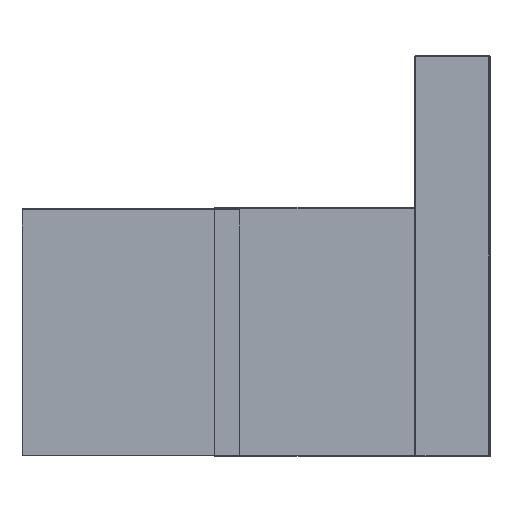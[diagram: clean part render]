
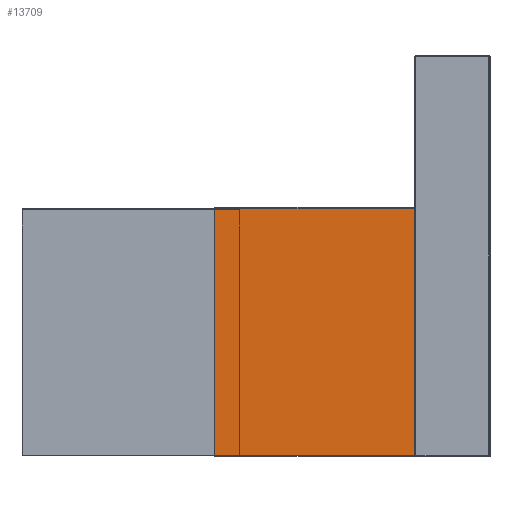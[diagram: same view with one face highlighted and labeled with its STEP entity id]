
A CAD part, left-side view. The second image highlights one B-rep face of the part: STEP entity #13709.
In plain terms, the highlighted planar face has unit normal (-1, 0, 0).
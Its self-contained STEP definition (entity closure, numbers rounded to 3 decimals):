
#112 = CARTESIAN_POINT ( 'NONE',  ( -395.5, 550., 97. ) ) ;
#1526 = VERTEX_POINT ( 'NONE', #4690 ) ;
#1778 = CARTESIAN_POINT ( 'NONE',  ( -395.5, 151., 97. ) ) ;
#1897 = B_SPLINE_CURVE_WITH_KNOTS ( 'NONE', 3,
 ( #17122, #3241, #3663, #23587 ),
 .UNSPECIFIED., .F., .F.,
 ( 4, 4 ),
 ( 0.002, 1. ),
 .UNSPECIFIED. ) ;
#2086 = LINE ( 'NONE', #1778, #19533 ) ;
#2243 = EDGE_CURVE ( 'NONE', #1526, #13028, #2086, .T. ) ;
#2473 = CARTESIAN_POINT ( 'NONE',  ( -395.5, 550., 95. ) ) ;
#2782 = VECTOR ( 'NONE', #9905, 1000. ) ;
#3241 = CARTESIAN_POINT ( 'NONE',  ( -395.5, 284., -400. ) ) ;
#3663 = CARTESIAN_POINT ( 'NONE',  ( -395.5, 417., -400. ) ) ;
#3990 = FACE_OUTER_BOUND ( 'NONE', #15951, .T. ) ;
#4080 = EDGE_CURVE ( 'NONE', #13028, #10186, #21444, .T. ) ;
#4141 = DIRECTION ( 'NONE',  ( -1., 0., 0. ) ) ;
#4690 = CARTESIAN_POINT ( 'NONE',  ( -395.5, 151., -400. ) ) ;
#6389 = EDGE_CURVE ( 'NONE', #1526, #20136, #1897, .T. ) ;
#7675 = ORIENTED_EDGE ( 'NONE', *, *, #6389, .F. ) ;
#8726 = ORIENTED_EDGE ( 'NONE', *, *, #2243, .T. ) ;
#9484 = CARTESIAN_POINT ( 'NONE',  ( -395.5, 550., -400. ) ) ;
#9905 = DIRECTION ( 'NONE',  ( 0., 1., 0. ) ) ;
#10186 = VERTEX_POINT ( 'NONE', #15140 ) ;
#11159 = B_SPLINE_CURVE_WITH_KNOTS ( 'NONE', 3,
 ( #2473, #25056, #15919, #25661 ),
 .UNSPECIFIED., .F., .F.,
 ( 4, 4 ),
 ( 0.004, 1. ),
 .UNSPECIFIED. ) ;
#13028 = VERTEX_POINT ( 'NONE', #18165 ) ;
#13709 = ADVANCED_FACE ( 'NONE', ( #3990 ), #22250, .T. ) ;
#15140 = CARTESIAN_POINT ( 'NONE',  ( -395.5, 550., 95. ) ) ;
#15919 = CARTESIAN_POINT ( 'NONE',  ( -395.5, 550., -235. ) ) ;
#15951 = EDGE_LOOP ( 'NONE', ( #7675, #8726, #17081, #22030 ) ) ;
#16352 = CARTESIAN_POINT ( 'NONE',  ( -395.5, 550., 95. ) ) ;
#17081 = ORIENTED_EDGE ( 'NONE', *, *, #4080, .T. ) ;
#17122 = CARTESIAN_POINT ( 'NONE',  ( -395.5, 151., -400. ) ) ;
#18165 = CARTESIAN_POINT ( 'NONE',  ( -395.5, 151., 95. ) ) ;
#19533 = VECTOR ( 'NONE', #27071, 1000. ) ;
#20136 = VERTEX_POINT ( 'NONE', #9484 ) ;
#20456 = DIRECTION ( 'NONE',  ( 0., 0., -1. ) ) ;
#21444 = LINE ( 'NONE', #16352, #2782 ) ;
#22030 = ORIENTED_EDGE ( 'NONE', *, *, #26192, .T. ) ;
#22250 = PLANE ( 'NONE',  #22775 ) ;
#22775 = AXIS2_PLACEMENT_3D ( 'NONE', #112, #4141, #20456 ) ;
#23587 = CARTESIAN_POINT ( 'NONE',  ( -395.5, 550., -400. ) ) ;
#25056 = CARTESIAN_POINT ( 'NONE',  ( -395.5, 550., -70. ) ) ;
#25661 = CARTESIAN_POINT ( 'NONE',  ( -395.5, 550., -400. ) ) ;
#26192 = EDGE_CURVE ( 'NONE', #10186, #20136, #11159, .T. ) ;
#27071 = DIRECTION ( 'NONE',  ( 0., 0., 1. ) ) ;
